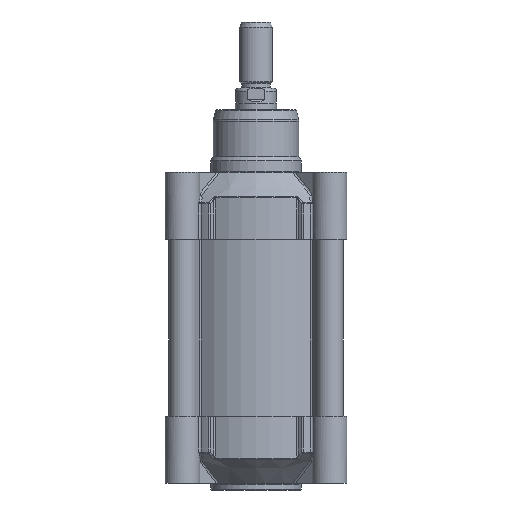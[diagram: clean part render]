
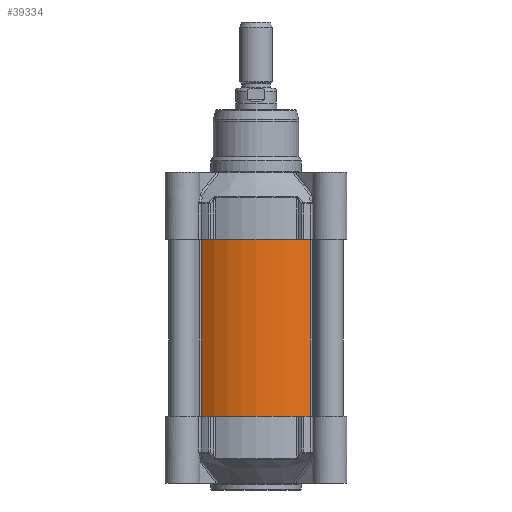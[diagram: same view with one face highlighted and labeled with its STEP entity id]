
A CAD part, left-side view. The second image highlights one B-rep face of the part: STEP entity #39334.
In plain terms, the highlighted cylindrical face has radius 52.75 mm (diameter 105.5 mm), a partial arc.
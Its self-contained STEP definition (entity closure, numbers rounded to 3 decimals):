
#37419=CARTESIAN_POINT('',(-41.359,0.0,32.741));
#37420=VERTEX_POINT('',#37419);
#37428=CARTESIAN_POINT('',(-41.359,0.0,-32.741));
#37429=VERTEX_POINT('',#37428);
#37430=CARTESIAN_POINT('',(0.0,0.0,0.0));
#37431=DIRECTION('',(0.0,-1.0,0.0));
#37432=DIRECTION('',(0.769,0.0,0.64));
#37433=AXIS2_PLACEMENT_3D('',#37430,#37431,#37432);
#37434=CIRCLE('',#37433,52.75);
#37435=EDGE_CURVE('',#37420,#37429,#37434,.T.);
#38468=CARTESIAN_POINT('',(-41.359,107.0,-32.741));
#38469=VERTEX_POINT('',#38468);
#38477=CARTESIAN_POINT('',(-41.359,107.0,32.741));
#38478=VERTEX_POINT('',#38477);
#38479=CARTESIAN_POINT('',(0.0,107.0,0.0));
#38480=DIRECTION('',(0.0,-1.0,0.0));
#38481=DIRECTION('',(0.769,0.0,0.64));
#38482=AXIS2_PLACEMENT_3D('',#38479,#38480,#38481);
#38483=CIRCLE('',#38482,52.75);
#38484=EDGE_CURVE('',#38478,#38469,#38483,.T.);
#39302=CARTESIAN_POINT('',(-41.359,0.0,-32.741));
#39303=DIRECTION('',(0.0,1.0,0.0));
#39304=VECTOR('',#39303,107.0);
#39305=LINE('',#39302,#39304);
#39306=EDGE_CURVE('',#37429,#38469,#39305,.T.);
#39318=CARTESIAN_POINT('',(0.0,0.0,0.0));
#39319=DIRECTION('',(0.0,1.0,0.0));
#39320=DIRECTION('',(0.769,0.0,0.64));
#39321=AXIS2_PLACEMENT_3D('',#39318,#39319,#39320);
#39322=CYLINDRICAL_SURFACE('',#39321,52.75);
#39323=ORIENTED_EDGE('',*,*,#39306,.F.);
#39324=ORIENTED_EDGE('',*,*,#37435,.F.);
#39325=CARTESIAN_POINT('',(-41.359,107.0,32.741));
#39326=DIRECTION('',(0.0,-1.0,0.0));
#39327=VECTOR('',#39326,107.0);
#39328=LINE('',#39325,#39327);
#39329=EDGE_CURVE('',#38478,#37420,#39328,.T.);
#39330=ORIENTED_EDGE('',*,*,#39329,.F.);
#39331=ORIENTED_EDGE('',*,*,#38484,.T.);
#39332=EDGE_LOOP('',(#39323,#39324,#39330,#39331));
#39333=FACE_OUTER_BOUND('',#39332,.T.);
#39334=ADVANCED_FACE('',(#39333),#39322,.T.);
